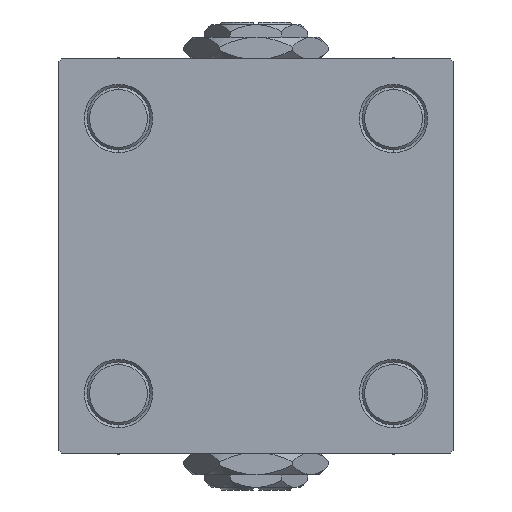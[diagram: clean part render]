
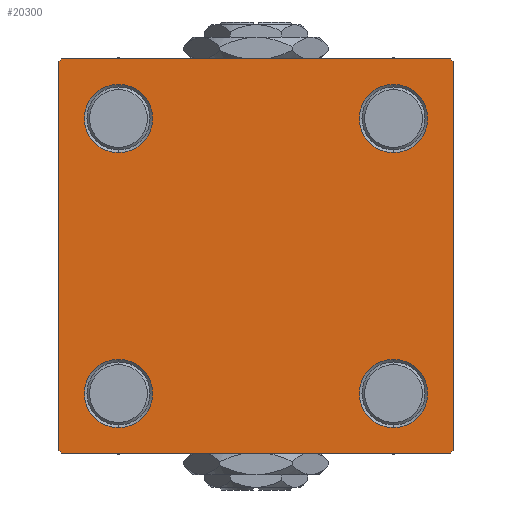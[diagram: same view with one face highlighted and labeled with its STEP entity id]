
A CAD part, left-side view. The second image highlights one B-rep face of the part: STEP entity #20300.
In plain terms, the highlighted planar face has unit normal (-1, 0, 0).
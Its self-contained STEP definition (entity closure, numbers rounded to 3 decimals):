
#148 = CIRCLE ( 'NONE', #36915, 6.5 ) ;
#1036 = VERTEX_POINT ( 'NONE', #40376 ) ;
#1709 = VECTOR ( 'NONE', #21126, 1000. ) ;
#2530 = DIRECTION ( 'NONE',  ( 0., 0., 1. ) ) ;
#2531 = ORIENTED_EDGE ( 'NONE', *, *, #30112, .T. ) ;
#2547 = FACE_BOUND ( 'NONE', #32618, .T. ) ;
#3433 = ORIENTED_EDGE ( 'NONE', *, *, #27224, .F. ) ;
#3566 = EDGE_LOOP ( 'NONE', ( #10116, #6640, #47812, #34817, #3433, #13673, #6693, #7528 ) ) ;
#3842 = CARTESIAN_POINT ( 'NONE',  ( 0., 0., 0. ) ) ;
#4063 = VERTEX_POINT ( 'NONE', #50066 ) ;
#4315 = DIRECTION ( 'NONE',  ( 0., 0., 1. ) ) ;
#4895 = ORIENTED_EDGE ( 'NONE', *, *, #39222, .T. ) ;
#5033 = EDGE_CURVE ( 'NONE', #23908, #10482, #16785, .T. ) ;
#5248 = DIRECTION ( 'NONE',  ( 0., 0., 1. ) ) ;
#5463 = VERTEX_POINT ( 'NONE', #25999 ) ;
#5985 = DIRECTION ( 'NONE',  ( 1., 0., 0. ) ) ;
#6327 = EDGE_CURVE ( 'NONE', #1036, #12191, #19269, .T. ) ;
#6549 = VECTOR ( 'NONE', #48438, 1000. ) ;
#6562 = CARTESIAN_POINT ( 'NONE',  ( 0., 26.15, 32.65 ) ) ;
#6640 = ORIENTED_EDGE ( 'NONE', *, *, #21811, .T. ) ;
#6693 = ORIENTED_EDGE ( 'NONE', *, *, #11302, .F. ) ;
#6737 = FACE_OUTER_BOUND ( 'NONE', #3566, .T. ) ;
#6971 = EDGE_LOOP ( 'NONE', ( #8517, #31640 ) ) ;
#7528 = ORIENTED_EDGE ( 'NONE', *, *, #19887, .T. ) ;
#8276 = VECTOR ( 'NONE', #49218, 1000. ) ;
#8313 = CARTESIAN_POINT ( 'NONE',  ( 0., 37.25, -37.25 ) ) ;
#8517 = ORIENTED_EDGE ( 'NONE', *, *, #10591, .T. ) ;
#8696 = VERTEX_POINT ( 'NONE', #13091 ) ;
#9459 = LINE ( 'NONE', #42192, #22955 ) ;
#9913 = AXIS2_PLACEMENT_3D ( 'NONE', #3842, #47308, #47570 ) ;
#9954 = DIRECTION ( 'NONE',  ( 1., 0., 0. ) ) ;
#10116 = ORIENTED_EDGE ( 'NONE', *, *, #26543, .T. ) ;
#10216 = VERTEX_POINT ( 'NONE', #36228 ) ;
#10397 = FACE_BOUND ( 'NONE', #6971, .T. ) ;
#10482 = VERTEX_POINT ( 'NONE', #39321 ) ;
#10591 = EDGE_CURVE ( 'NONE', #40842, #49496, #20253, .T. ) ;
#11302 = EDGE_CURVE ( 'NONE', #19060, #10482, #18371, .T. ) ;
#11357 = CARTESIAN_POINT ( 'NONE',  ( 0., 37., -37.5 ) ) ;
#11753 = CIRCLE ( 'NONE', #15942, 6.5 ) ;
#11976 = LINE ( 'NONE', #43925, #26768 ) ;
#12191 = VERTEX_POINT ( 'NONE', #29976 ) ;
#12323 = DIRECTION ( 'NONE',  ( 1., 0., 0. ) ) ;
#13012 = ORIENTED_EDGE ( 'NONE', *, *, #6327, .T. ) ;
#13091 = CARTESIAN_POINT ( 'NONE',  ( 0., 37.5, 37. ) ) ;
#13385 = CARTESIAN_POINT ( 'NONE',  ( 0., -37., -37.5 ) ) ;
#13524 = CARTESIAN_POINT ( 'NONE',  ( 0., -37.5, 37.5 ) ) ;
#13673 = ORIENTED_EDGE ( 'NONE', *, *, #5033, .T. ) ;
#13817 = CARTESIAN_POINT ( 'NONE',  ( 0., -37.25, 37.25 ) ) ;
#13826 = EDGE_CURVE ( 'NONE', #38568, #5463, #30631, .T. ) ;
#15942 = AXIS2_PLACEMENT_3D ( 'NONE', #36330, #16932, #36071 ) ;
#16785 = LINE ( 'NONE', #13817, #35943 ) ;
#16904 = AXIS2_PLACEMENT_3D ( 'NONE', #33001, #12323, #5248 ) ;
#16932 = DIRECTION ( 'NONE',  ( 1., 0., 0. ) ) ;
#18371 = LINE ( 'NONE', #50060, #19555 ) ;
#18424 = VERTEX_POINT ( 'NONE', #46196 ) ;
#18766 = PLANE ( 'NONE',  #9913 ) ;
#18838 = DIRECTION ( 'NONE',  ( 0., 0., 1. ) ) ;
#19060 = VERTEX_POINT ( 'NONE', #45300 ) ;
#19269 = CIRCLE ( 'NONE', #23465, 6.5 ) ;
#19316 = DIRECTION ( 'NONE',  ( 0., 0., -1. ) ) ;
#19555 = VECTOR ( 'NONE', #34362, 1000. ) ;
#19597 = AXIS2_PLACEMENT_3D ( 'NONE', #37033, #48547, #20292 ) ;
#19887 = EDGE_CURVE ( 'NONE', #19060, #8696, #41384, .T. ) ;
#20253 = CIRCLE ( 'NONE', #16904, 6.5 ) ;
#20292 = DIRECTION ( 'NONE',  ( 0., 0., 1. ) ) ;
#20300 = ADVANCED_FACE ( 'NONE', ( #10397, #42615, #38422, #2547, #6737 ), #18766, .T. ) ;
#20453 = CIRCLE ( 'NONE', #19597, 6.5 ) ;
#21126 = DIRECTION ( 'NONE',  ( 0., 0., -1. ) ) ;
#21639 = DIRECTION ( 'NONE',  ( 0., -0.707, -0.707 ) ) ;
#21811 = EDGE_CURVE ( 'NONE', #18424, #23239, #44195, .T. ) ;
#21946 = DIRECTION ( 'NONE',  ( 0., 0.707, 0.707 ) ) ;
#22455 = DIRECTION ( 'NONE',  ( 0., 0., 1. ) ) ;
#22641 = EDGE_CURVE ( 'NONE', #46601, #4063, #28024, .T. ) ;
#22955 = VECTOR ( 'NONE', #49775, 1000. ) ;
#23239 = VERTEX_POINT ( 'NONE', #11357 ) ;
#23453 = CARTESIAN_POINT ( 'NONE',  ( 0., -26.15, 19.65 ) ) ;
#23465 = AXIS2_PLACEMENT_3D ( 'NONE', #41862, #5985, #22455 ) ;
#23825 = ORIENTED_EDGE ( 'NONE', *, *, #13826, .T. ) ;
#23908 = VERTEX_POINT ( 'NONE', #44940 ) ;
#25419 = CIRCLE ( 'NONE', #26239, 6.5 ) ;
#25999 = CARTESIAN_POINT ( 'NONE',  ( 0., -26.15, -19.65 ) ) ;
#26239 = AXIS2_PLACEMENT_3D ( 'NONE', #33916, #33126, #49616 ) ;
#26543 = EDGE_CURVE ( 'NONE', #8696, #18424, #11976, .T. ) ;
#26768 = VECTOR ( 'NONE', #19316, 1000. ) ;
#27142 = EDGE_CURVE ( 'NONE', #41342, #10216, #11753, .T. ) ;
#27224 = EDGE_CURVE ( 'NONE', #23908, #4063, #41806, .T. ) ;
#28024 = LINE ( 'NONE', #44007, #6549 ) ;
#29247 = EDGE_LOOP ( 'NONE', ( #42311, #13012 ) ) ;
#29976 = CARTESIAN_POINT ( 'NONE',  ( 0., 26.15, -19.65 ) ) ;
#30112 = EDGE_CURVE ( 'NONE', #10216, #41342, #148, .T. ) ;
#30631 = CIRCLE ( 'NONE', #34814, 6.5 ) ;
#31342 = CARTESIAN_POINT ( 'NONE',  ( 0., -26.15, -26.15 ) ) ;
#31640 = ORIENTED_EDGE ( 'NONE', *, *, #40749, .T. ) ;
#32618 = EDGE_LOOP ( 'NONE', ( #40666, #2531 ) ) ;
#33001 = CARTESIAN_POINT ( 'NONE',  ( 0., -26.15, 26.15 ) ) ;
#33126 = DIRECTION ( 'NONE',  ( 1., 0., 0. ) ) ;
#33775 = CIRCLE ( 'NONE', #41268, 6.5 ) ;
#33904 = CARTESIAN_POINT ( 'NONE',  ( 0., -26.15, -32.65 ) ) ;
#33916 = CARTESIAN_POINT ( 'NONE',  ( 0., 26.15, -26.15 ) ) ;
#34362 = DIRECTION ( 'NONE',  ( 0., -1., 0. ) ) ;
#34814 = AXIS2_PLACEMENT_3D ( 'NONE', #46346, #9954, #18838 ) ;
#34817 = ORIENTED_EDGE ( 'NONE', *, *, #22641, .T. ) ;
#35763 = EDGE_LOOP ( 'NONE', ( #4895, #23825 ) ) ;
#35940 = VECTOR ( 'NONE', #21639, 1000. ) ;
#35943 = VECTOR ( 'NONE', #21946, 1000. ) ;
#36071 = DIRECTION ( 'NONE',  ( 0., 0., 1. ) ) ;
#36228 = CARTESIAN_POINT ( 'NONE',  ( 0., 26.15, 19.65 ) ) ;
#36330 = CARTESIAN_POINT ( 'NONE',  ( 0., 26.15, 26.15 ) ) ;
#36915 = AXIS2_PLACEMENT_3D ( 'NONE', #40193, #48795, #4315 ) ;
#37033 = CARTESIAN_POINT ( 'NONE',  ( 0., -26.15, 26.15 ) ) ;
#37200 = CARTESIAN_POINT ( 'NONE',  ( 0., 37.25, 37.25 ) ) ;
#38422 = FACE_BOUND ( 'NONE', #29247, .T. ) ;
#38568 = VERTEX_POINT ( 'NONE', #33904 ) ;
#39222 = EDGE_CURVE ( 'NONE', #5463, #38568, #33775, .T. ) ;
#39321 = CARTESIAN_POINT ( 'NONE',  ( 0., -37., 37.5 ) ) ;
#39447 = EDGE_CURVE ( 'NONE', #12191, #1036, #25419, .T. ) ;
#40193 = CARTESIAN_POINT ( 'NONE',  ( 0., 26.15, 26.15 ) ) ;
#40376 = CARTESIAN_POINT ( 'NONE',  ( 0., 26.15, -32.65 ) ) ;
#40666 = ORIENTED_EDGE ( 'NONE', *, *, #27142, .T. ) ;
#40749 = EDGE_CURVE ( 'NONE', #49496, #40842, #20453, .T. ) ;
#40842 = VERTEX_POINT ( 'NONE', #45143 ) ;
#41229 = EDGE_CURVE ( 'NONE', #23239, #46601, #9459, .T. ) ;
#41268 = AXIS2_PLACEMENT_3D ( 'NONE', #31342, #47293, #2530 ) ;
#41342 = VERTEX_POINT ( 'NONE', #6562 ) ;
#41384 = LINE ( 'NONE', #37200, #8276 ) ;
#41806 = LINE ( 'NONE', #13524, #1709 ) ;
#41862 = CARTESIAN_POINT ( 'NONE',  ( 0., 26.15, -26.15 ) ) ;
#42192 = CARTESIAN_POINT ( 'NONE',  ( 0., 37.5, -37.5 ) ) ;
#42311 = ORIENTED_EDGE ( 'NONE', *, *, #39447, .T. ) ;
#42615 = FACE_BOUND ( 'NONE', #35763, .T. ) ;
#43925 = CARTESIAN_POINT ( 'NONE',  ( 0., 37.5, 37.5 ) ) ;
#44007 = CARTESIAN_POINT ( 'NONE',  ( 0., -37.25, -37.25 ) ) ;
#44195 = LINE ( 'NONE', #8313, #35940 ) ;
#44940 = CARTESIAN_POINT ( 'NONE',  ( 0., -37.5, 37. ) ) ;
#45143 = CARTESIAN_POINT ( 'NONE',  ( 0., -26.15, 32.65 ) ) ;
#45300 = CARTESIAN_POINT ( 'NONE',  ( 0., 37., 37.5 ) ) ;
#46196 = CARTESIAN_POINT ( 'NONE',  ( 0., 37.5, -37. ) ) ;
#46346 = CARTESIAN_POINT ( 'NONE',  ( 0., -26.15, -26.15 ) ) ;
#46601 = VERTEX_POINT ( 'NONE', #13385 ) ;
#47293 = DIRECTION ( 'NONE',  ( 1., 0., 0. ) ) ;
#47308 = DIRECTION ( 'NONE',  ( -1., 0., 0. ) ) ;
#47570 = DIRECTION ( 'NONE',  ( 0., 0., 1. ) ) ;
#47812 = ORIENTED_EDGE ( 'NONE', *, *, #41229, .T. ) ;
#48438 = DIRECTION ( 'NONE',  ( 0., -0.707, 0.707 ) ) ;
#48547 = DIRECTION ( 'NONE',  ( 1., 0., 0. ) ) ;
#48795 = DIRECTION ( 'NONE',  ( 1., 0., 0. ) ) ;
#49218 = DIRECTION ( 'NONE',  ( 0., 0.707, -0.707 ) ) ;
#49496 = VERTEX_POINT ( 'NONE', #23453 ) ;
#49616 = DIRECTION ( 'NONE',  ( 0., 0., 1. ) ) ;
#49775 = DIRECTION ( 'NONE',  ( 0., -1., 0. ) ) ;
#50060 = CARTESIAN_POINT ( 'NONE',  ( 0., 37.5, 37.5 ) ) ;
#50066 = CARTESIAN_POINT ( 'NONE',  ( 0., -37.5, -37. ) ) ;
